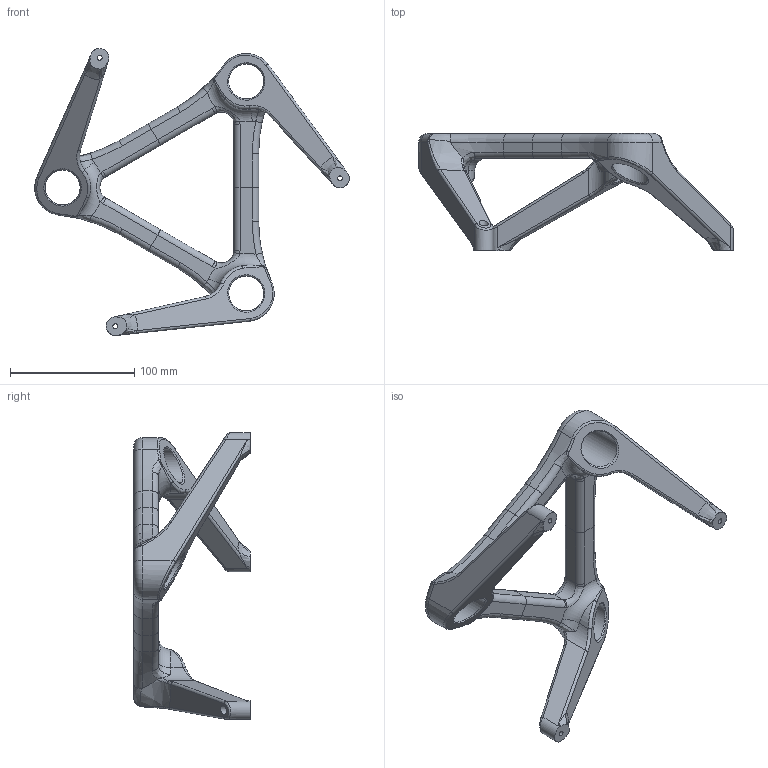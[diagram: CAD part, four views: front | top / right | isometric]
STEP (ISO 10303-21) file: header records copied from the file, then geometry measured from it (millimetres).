
FILE_DESCRIPTION(/* description */ (''),/* implementation_level */ '2;1');
FILE_NAME(/* name */ 'Base_Reinf.step',/* time_stamp */ '2021-04-18T23:29:29+02:00',/* author */ (''),/* organization */ (''),/* preprocessor_version */ 'ST-DEVELOPER v18.1',/* originating_system */ 'Autodesk Translation Framework v10.6.0.1341',/* authorisation */ '');
FILE_SCHEMA (('AUTOMOTIVE_DESIGN { 1 0 10303 214 3 1 1 }'));
Length unit declared in the file: millimetre
Products named in the file (2): Baugruppe_Versteifung; Versteifung_V3
Assembly tree (3 placements, depth 2):
  Baugruppe_Versteifung
    Versteifung_V3  x3
Bounding box: 253.46 x 94 x 231.26 mm (x, y, z)
Volume: 390085.6 mm3; surface area: 79929.5 mm2
Topology: 3 solids, 3 shells, 219 faces, 540 edges, 315 vertices
Faces by surface type: bspline 72, cylinder 69, plane 48, torus 27, cone 3
Full cylindrical faces by diameter (mm): 4 x3, 7.5 x3, 28.2 x3
Entity records: 3118 total; most frequent: CARTESIAN_POINT 1433, ORIENTED_EDGE 352, DIRECTION 325, EDGE_CURVE 176, AXIS2_PLACEMENT_3D 137, VERTEX_POINT 105, EDGE_LOOP 77, FACE_OUTER_BOUND 73
